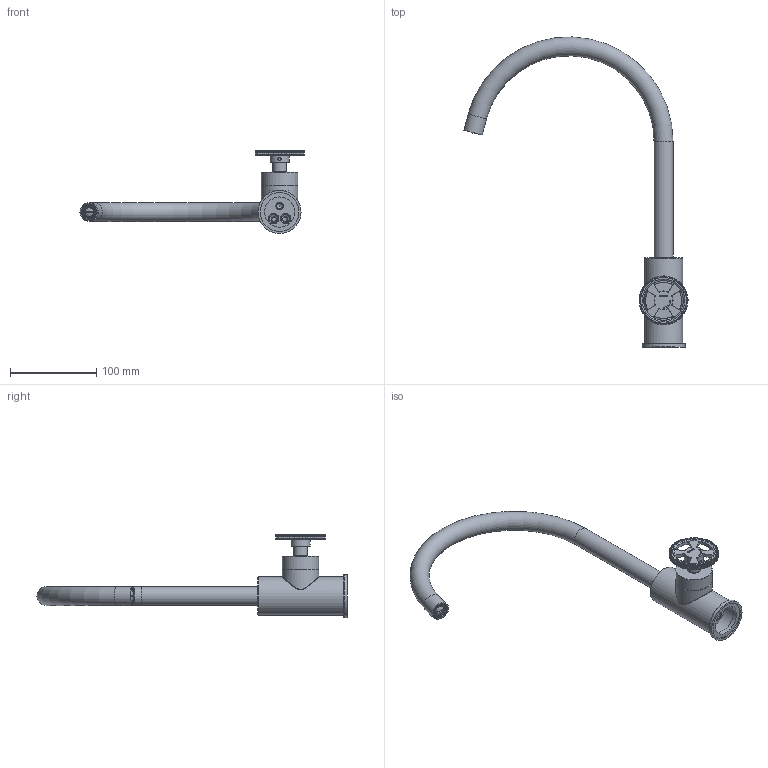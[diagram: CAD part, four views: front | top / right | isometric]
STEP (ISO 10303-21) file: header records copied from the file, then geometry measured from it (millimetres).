
FILE_DESCRIPTION(/* description */ ('Unknown'),/* implementation_level */ '2;1');
FILE_NAME(/* name */ 'CW040-20',/* time_stamp */ '2020-04-06T13:09:06+02:00',/* author */ ('Unknown'),/* organization */ ('Unknown'),/* preprocessor_version */ 'ST-DEVELOPER v16.7',/* originating_system */ 'DEX',/* authorisation */ $);
FILE_SCHEMA (('AUTOMOTIVE_DESIGN {1 0 10303 214 3 1 1}'));
Length unit declared in the file: millimetre
Products named in the file (12): CW040-00; CB040-001; CB004-11; CB040-01; CW004-04; CW004-02; CB003-05; CB004-002; CW003-08; CW004-03; CW004-01; CW003-02
Assembly tree (11 placements, depth 3):
  CW040-00
    CB040-001
      CB004-11
      CB040-01
    CW004-04
    CW004-02
    CB003-05
    CB004-002
    CW003-08
    CW004-03
    CW004-01
    CW003-02
Bounding box: 260.32 x 360.03 x 96.6 mm (x, y, z)
Volume: 185966.3 mm3; surface area: 112421 mm2
Topology: 10 solids, 214 shells, 2538 faces, 5390 edges, 3306 vertices
Faces by surface type: cylinder 797, bspline 747, plane 653, torus 291, cone 49, sphere 1
Full cylindrical faces by diameter (mm): 0.75 x204, 3.242 x1, 4 x2, 4.2 x1, 5 x1, 6 x5, 6.647 x2, 7.3 x1, 8.917 x4, 11 x3, 11.3 x1, 11.5 x1, 12.5 x1, 13.2 x2, 13.8 x1, 14 x3, 14.2 x1, 14.917 x1, 15 x2, 15.5 x1, 16 x1, 16.9 x1, 17 x2, 17.4 x1, 18 x2, 18.1 x1, 18.4 x1, 18.6 x1, 18.75 x1, 22 x3
Entity records: 88423 total; most frequent: CARTESIAN_POINT 23969, ORIENTED_EDGE 9658, DIRECTION 9123, EDGE_CURVE 4829, AXIS2_PLACEMENT_3D 4067, VERTEX_POINT 3092, FACE_BOUND 2937, EDGE_LOOP 2929
